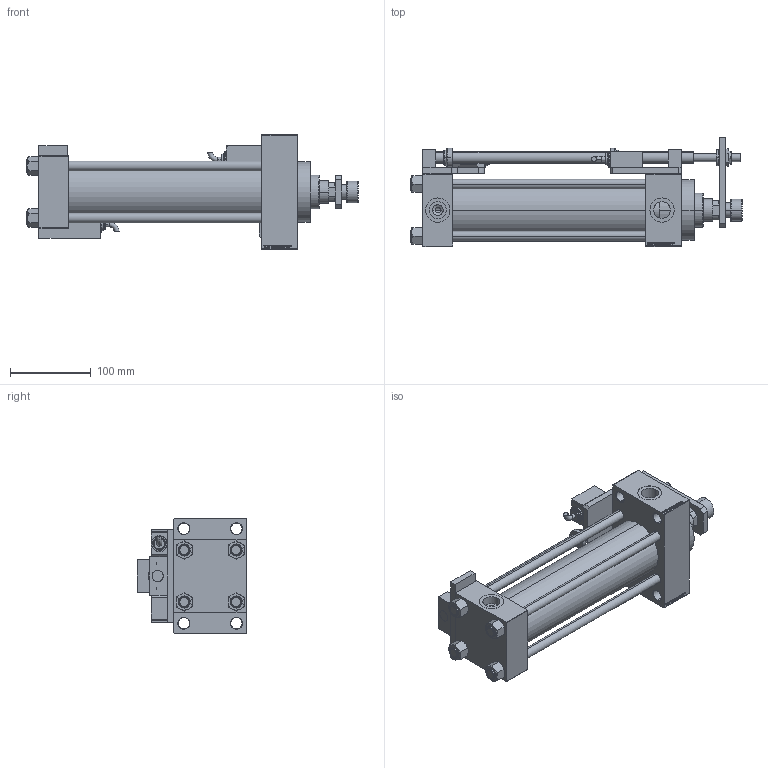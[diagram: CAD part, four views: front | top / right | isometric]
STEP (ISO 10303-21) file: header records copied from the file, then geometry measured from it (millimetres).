
FILE_DESCRIPTION (( 'STEP AP203' ), '1' );
FILE_NAME ('2480.STEP', '2025-08-18T05:37:56', ( '' ), ( '' ), 'SwSTEP 2.0', 'SolidWorks 2019', '' );
FILE_SCHEMA (( 'CONFIG_CONTROL_DESIGN' ));
Length unit declared in the file: millimetre
Products named in the file (17): V215CD_VC_A 4638d67aecc60bb0c2605b9c226ee6d8; V215CD_SWITCH_Q_NUT 4638d67aecc60bb0c2605b9c226ee6d8; V215CD_SWITCH_Q_ZARAZKA 4638d67aecc60bb0c2605b9c226ee6d8; V215CD_SWITCH_Q_SWITCH 4638d67aecc60bb0c2605b9c226ee6d8; V215CD_NUT_M5_D 4638d67aecc60bb0c2605b9c226ee6d8; V215CD_SWITCH_Q_PODLOZKA_FRONT 4638d67aecc60bb0c2605b9c226ee6d8; V215CD_SWITCH_Q_BLOK 4638d67aecc60bb0c2605b9c226ee6d8; V215CD_VCP_D 4638d67aecc60bb0c2605b9c226ee6d8; V215CD_SWITCH_Q_DIMA 4638d67aecc60bb0c2605b9c226ee6d8; V215CD_D_Body 4638d67aecc60bb0c2605b9c226ee6d8; 2480; V215CR_ROD_END_F 4638d67aecc60bb0c2605b9c226ee6d8; V215CD_SWITCH_Q_NUT10 4638d67aecc60bb0c2605b9c226ee6d8; V215CD_SWITCH_Q_MAGNET 4638d67aecc60bb0c2605b9c226ee6d8; V215CD_SWITCH_Q_TYC 4638d67aecc60bb0c2605b9c226ee6d8; V215CD_D_TYCINKA 4638d67aecc60bb0c2605b9c226ee6d8; V215CD_SWITCH_Q_PODLOZKA_BACK 4638d67aecc60bb0c2605b9c226ee6d8
Assembly tree (25 placements, depth 2):
  2480
    V215CD_D_Body 4638d67aecc60bb0c2605b9c226ee6d8
    V215CD_VC_A 4638d67aecc60bb0c2605b9c226ee6d8
    V215CD_VCP_D 4638d67aecc60bb0c2605b9c226ee6d8
    V215CD_D_TYCINKA 4638d67aecc60bb0c2605b9c226ee6d8  x4
    V215CD_NUT_M5_D 4638d67aecc60bb0c2605b9c226ee6d8  x4
    V215CR_ROD_END_F 4638d67aecc60bb0c2605b9c226ee6d8
    V215CD_SWITCH_Q_BLOK 4638d67aecc60bb0c2605b9c226ee6d8  x2
    V215CD_SWITCH_Q_DIMA 4638d67aecc60bb0c2605b9c226ee6d8
    V215CD_SWITCH_Q_MAGNET 4638d67aecc60bb0c2605b9c226ee6d8  x2
    V215CD_SWITCH_Q_NUT 4638d67aecc60bb0c2605b9c226ee6d8
    V215CD_SWITCH_Q_NUT10 4638d67aecc60bb0c2605b9c226ee6d8
    V215CD_SWITCH_Q_PODLOZKA_BACK 4638d67aecc60bb0c2605b9c226ee6d8
    V215CD_SWITCH_Q_PODLOZKA_FRONT 4638d67aecc60bb0c2605b9c226ee6d8
    V215CD_SWITCH_Q_SWITCH 4638d67aecc60bb0c2605b9c226ee6d8  x2
    V215CD_SWITCH_Q_TYC 4638d67aecc60bb0c2605b9c226ee6d8
    V215CD_SWITCH_Q_ZARAZKA 4638d67aecc60bb0c2605b9c226ee6d8
Bounding box: 411 x 135 x 142 mm (x, y, z)
Volume: 1705238.6 mm3; surface area: 414348.8 mm2
Topology: 25 solids, 25 shells, 1345 faces, 3293 edges, 2128 vertices
Faces by surface type: plane 622, bspline 368, cylinder 160, cone 155, torus 40
Entity records: 53353 total; most frequent: CARTESIAN_POINT 25987, ORIENTED_EDGE 5754, DIRECTION 4082, EDGE_CURVE 2877, VERTEX_POINT 1880, LINE 1716, VECTOR 1716, EDGE_LOOP 1313
